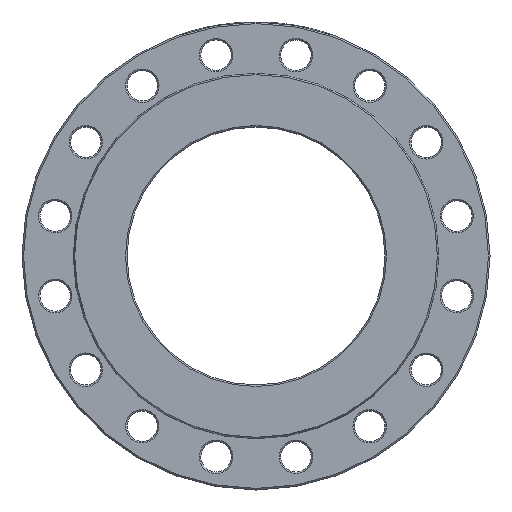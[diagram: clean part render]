
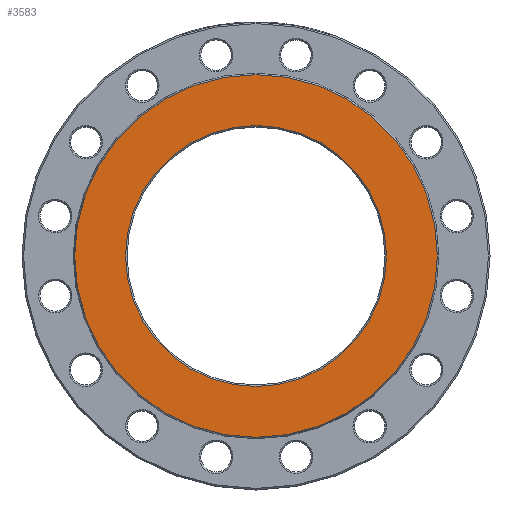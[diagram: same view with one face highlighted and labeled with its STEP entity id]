
A CAD part, left-side view. The second image highlights one B-rep face of the part: STEP entity #3583.
In plain terms, the highlighted planar face has unit normal (-1, 0, 0).
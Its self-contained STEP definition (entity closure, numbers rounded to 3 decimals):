
#335 = DIRECTION ( 'NONE',  ( 0., 0., -1. ) ) ;
#348 = FACE_OUTER_BOUND ( 'NONE', #816, .T. ) ;
#816 = EDGE_LOOP ( 'NONE', ( #6120 ) ) ;
#919 = CARTESIAN_POINT ( 'NONE',  ( 0., 0., 0. ) ) ;
#930 = CARTESIAN_POINT ( 'NONE',  ( 0., 165.3, 0. ) ) ;
#1558 = DIRECTION ( 'NONE',  ( 0., 0., 1. ) ) ;
#2038 = AXIS2_PLACEMENT_3D ( 'NONE', #919, #3300, #335 ) ;
#2140 = DIRECTION ( 'NONE',  ( -1., 0., 0. ) ) ;
#2312 = VERTEX_POINT ( 'NONE', #4700 ) ;
#2663 = EDGE_CURVE ( 'NONE', #2312, #2312, #5291, .T. ) ;
#2814 = EDGE_CURVE ( 'NONE', #4001, #4001, #5422, .T. ) ;
#3139 = ORIENTED_EDGE ( 'NONE', *, *, #2814, .T. ) ;
#3300 = DIRECTION ( 'NONE',  ( 1., 0., 0. ) ) ;
#3310 = FACE_BOUND ( 'NONE', #4992, .T. ) ;
#3408 = AXIS2_PLACEMENT_3D ( 'NONE', #3991, #2140, #1558 ) ;
#3583 = ADVANCED_FACE ( 'NONE', ( #3310, #348 ), #6252, .F. ) ;
#3920 = AXIS2_PLACEMENT_3D ( 'NONE', #930, #6798, #3988 ) ;
#3988 = DIRECTION ( 'NONE',  ( 0., 0., -1. ) ) ;
#3991 = CARTESIAN_POINT ( 'NONE',  ( 0., 0., 0. ) ) ;
#4001 = VERTEX_POINT ( 'NONE', #4621 ) ;
#4621 = CARTESIAN_POINT ( 'NONE',  ( 0., 0., -167.3 ) ) ;
#4700 = CARTESIAN_POINT ( 'NONE',  ( 0., 0., 232.5 ) ) ;
#4992 = EDGE_LOOP ( 'NONE', ( #3139 ) ) ;
#5291 = CIRCLE ( 'NONE', #3408, 232.5 ) ;
#5422 = CIRCLE ( 'NONE', #2038, 167.3 ) ;
#6120 = ORIENTED_EDGE ( 'NONE', *, *, #2663, .T. ) ;
#6252 = PLANE ( 'NONE',  #3920 ) ;
#6798 = DIRECTION ( 'NONE',  ( 1., 0., 0. ) ) ;
